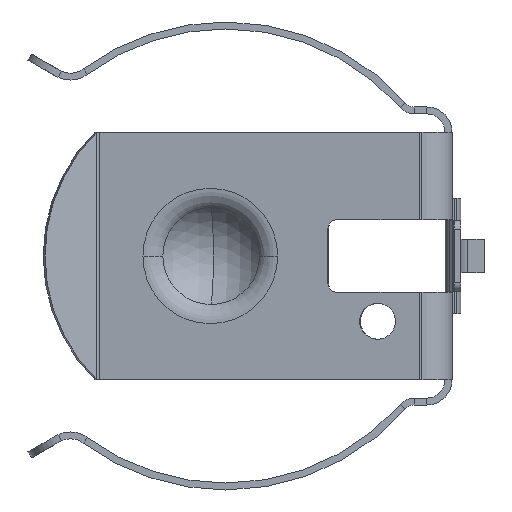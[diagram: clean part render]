
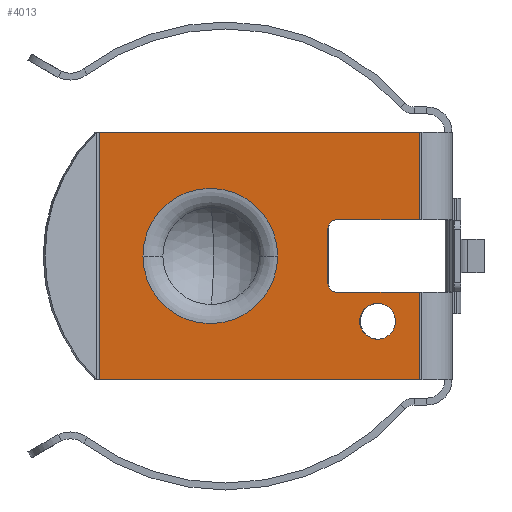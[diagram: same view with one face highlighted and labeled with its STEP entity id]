
A CAD part, left-side view. The second image highlights one B-rep face of the part: STEP entity #4013.
In plain terms, the highlighted planar face has unit normal (-0.996, 0.087, 0).
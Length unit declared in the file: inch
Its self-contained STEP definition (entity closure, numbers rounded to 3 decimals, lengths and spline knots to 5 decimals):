
#53 = LINE ( 'NONE', #666, #2961 ) ;
#104 = ORIENTED_EDGE ( 'NONE', *, *, #3654, .T. ) ;
#105 = VECTOR ( 'NONE', #1387, 39.37008 ) ;
#166 = CARTESIAN_POINT ( 'NONE',  ( -0.12428, 0.19971, 0.063 ) ) ;
#211 = LINE ( 'NONE', #4040, #2098 ) ;
#253 = EDGE_CURVE ( 'NONE', #489, #782, #53, .T. ) ;
#267 = CARTESIAN_POINT ( 'NONE',  ( -0.1368, 0.05653, 0.214 ) ) ;
#297 = FACE_OUTER_BOUND ( 'NONE', #1984, .T. ) ;
#319 = AXIS2_PLACEMENT_3D ( 'NONE', #2345, #3844, #3118 ) ;
#395 = CIRCLE ( 'NONE', #3136, 0.031 ) ;
#422 = VERTEX_POINT ( 'NONE', #3339 ) ;
#446 = CARTESIAN_POINT ( 'NONE',  ( -0.09495, 0.53496, 0. ) ) ;
#475 = PLANE ( 'NONE',  #319 ) ;
#489 = VERTEX_POINT ( 'NONE', #3765 ) ;
#558 = VERTEX_POINT ( 'NONE', #3804 ) ;
#574 = CARTESIAN_POINT ( 'NONE',  ( -0.12297, 0.21466, -0.048 ) ) ;
#591 = AXIS2_PLACEMENT_3D ( 'NONE', #3882, #1626, #4241 ) ;
#666 = CARTESIAN_POINT ( 'NONE',  ( -0.1368, 0.05653, -0.214 ) ) ;
#700 = CARTESIAN_POINT ( 'NONE',  ( -0.10515, 0.41835, 0. ) ) ;
#711 = CARTESIAN_POINT ( 'NONE',  ( -0.12297, 0.21466, 0.048 ) ) ;
#747 = VECTOR ( 'NONE', #1463, 39.37008 ) ;
#753 = ORIENTED_EDGE ( 'NONE', *, *, #1878, .T. ) ;
#782 = VERTEX_POINT ( 'NONE', #3205 ) ;
#853 = LINE ( 'NONE', #1089, #747 ) ;
#862 = ORIENTED_EDGE ( 'NONE', *, *, #3681, .T. ) ;
#891 = ORIENTED_EDGE ( 'NONE', *, *, #4703, .T. ) ;
#911 = EDGE_CURVE ( 'NONE', #422, #4130, #395, .T. ) ;
#961 = CARTESIAN_POINT ( 'NONE',  ( -0.08831, 0.61076, -0.214 ) ) ;
#970 = DIRECTION ( 'NONE',  ( 0.996, -0.087, 0. ) ) ;
#1073 = DIRECTION ( 'NONE',  ( 0.087, 0.996, 0. ) ) ;
#1089 = CARTESIAN_POINT ( 'NONE',  ( -0.12297, 0.21466, 0.063 ) ) ;
#1136 = ORIENTED_EDGE ( 'NONE', *, *, #4832, .T. ) ;
#1197 = CIRCLE ( 'NONE', #1508, 0.015 ) ;
#1198 = CARTESIAN_POINT ( 'NONE',  ( -0.12428, 0.19971, -0.063 ) ) ;
#1288 = ORIENTED_EDGE ( 'NONE', *, *, #911, .T. ) ;
#1316 = EDGE_CURVE ( 'NONE', #3434, #4239, #4246, .T. ) ;
#1319 = LINE ( 'NONE', #1789, #2871 ) ;
#1373 = DIRECTION ( 'NONE',  ( 0., 0., 1. ) ) ;
#1387 = DIRECTION ( 'NONE',  ( 0., 0., -1. ) ) ;
#1396 = DIRECTION ( 'NONE',  ( 0., 0., -1. ) ) ;
#1398 = DIRECTION ( 'NONE',  ( 0., 0., -1. ) ) ;
#1402 = FACE_BOUND ( 'NONE', #4611, .T. ) ;
#1463 = DIRECTION ( 'NONE',  ( -0.087, -0.996, 0. ) ) ;
#1465 = CARTESIAN_POINT ( 'NONE',  ( -0.14061, 0.01305, -0.214 ) ) ;
#1508 = AXIS2_PLACEMENT_3D ( 'NONE', #4021, #1762, #4375 ) ;
#1544 = DIRECTION ( 'NONE',  ( 0.996, -0.087, 0. ) ) ;
#1626 = DIRECTION ( 'NONE',  ( 0.996, -0.087, 0. ) ) ;
#1734 = ORIENTED_EDGE ( 'NONE', *, *, #3346, .T. ) ;
#1762 = DIRECTION ( 'NONE',  ( 0.996, -0.087, 0. ) ) ;
#1778 = CARTESIAN_POINT ( 'NONE',  ( -0.13047, 0.12886, -0.113 ) ) ;
#1789 = CARTESIAN_POINT ( 'NONE',  ( -0.12297, 0.21466, 0.063 ) ) ;
#1814 = DIRECTION ( 'NONE',  ( 0.087, 0.996, 0. ) ) ;
#1872 = LINE ( 'NONE', #4745, #105 ) ;
#1878 = EDGE_CURVE ( 'NONE', #489, #2088, #3794, .T. ) ;
#1984 = EDGE_LOOP ( 'NONE', ( #753, #2503, #3040, #862, #1734, #4514, #104, #2131, #891, #3425 ) ) ;
#2088 = VERTEX_POINT ( 'NONE', #1198 ) ;
#2098 = VECTOR ( 'NONE', #1398, 39.37008 ) ;
#2131 = ORIENTED_EDGE ( 'NONE', *, *, #4289, .T. ) ;
#2138 = EDGE_LOOP ( 'NONE', ( #4525, #3512 ) ) ;
#2155 = CIRCLE ( 'NONE', #591, 0.11706 ) ;
#2158 = DIRECTION ( 'NONE',  ( 0.087, 0.996, 0. ) ) ;
#2185 = CARTESIAN_POINT ( 'NONE',  ( -0.12297, 0.21466, -0.063 ) ) ;
#2210 = VECTOR ( 'NONE', #4361, 39.37008 ) ;
#2285 = FACE_BOUND ( 'NONE', #2138, .T. ) ;
#2320 = LINE ( 'NONE', #4001, #2210 ) ;
#2345 = CARTESIAN_POINT ( 'NONE',  ( -0.14061, 0.01305, 0.214 ) ) ;
#2466 = VERTEX_POINT ( 'NONE', #4802 ) ;
#2503 = ORIENTED_EDGE ( 'NONE', *, *, #3620, .T. ) ;
#2802 = VECTOR ( 'NONE', #1814, 39.37008 ) ;
#2871 = VECTOR ( 'NONE', #1373, 39.37008 ) ;
#2961 = VECTOR ( 'NONE', #1396, 39.37008 ) ;
#3012 = LINE ( 'NONE', #1465, #3993 ) ;
#3040 = ORIENTED_EDGE ( 'NONE', *, *, #3779, .T. ) ;
#3116 = VERTEX_POINT ( 'NONE', #166 ) ;
#3118 = DIRECTION ( 'NONE',  ( 0.087, 0.996, 0. ) ) ;
#3136 = AXIS2_PLACEMENT_3D ( 'NONE', #1778, #4394, #2158 ) ;
#3205 = CARTESIAN_POINT ( 'NONE',  ( -0.1368, 0.05653, -0.214 ) ) ;
#3235 = CARTESIAN_POINT ( 'NONE',  ( -0.12428, 0.19971, -0.048 ) ) ;
#3245 = CARTESIAN_POINT ( 'NONE',  ( -0.11535, 0.30174, 0. ) ) ;
#3248 = EDGE_CURVE ( 'NONE', #3691, #558, #211, .T. ) ;
#3320 = VERTEX_POINT ( 'NONE', #711 ) ;
#3336 = DIRECTION ( 'NONE',  ( 0.996, -0.087, 0. ) ) ;
#3339 = CARTESIAN_POINT ( 'NONE',  ( -0.12777, 0.15974, -0.113 ) ) ;
#3346 = EDGE_CURVE ( 'NONE', #3116, #558, #853, .T. ) ;
#3425 = ORIENTED_EDGE ( 'NONE', *, *, #253, .F. ) ;
#3434 = VERTEX_POINT ( 'NONE', #446 ) ;
#3446 = CIRCLE ( 'NONE', #4859, 0.015 ) ;
#3499 = EDGE_CURVE ( 'NONE', #4239, #3434, #2155, .T. ) ;
#3512 = ORIENTED_EDGE ( 'NONE', *, *, #3499, .T. ) ;
#3606 = DIRECTION ( 'NONE',  ( 0.087, 0.996, 0. ) ) ;
#3620 = EDGE_CURVE ( 'NONE', #2088, #4183, #3446, .T. ) ;
#3654 = EDGE_CURVE ( 'NONE', #3691, #2466, #2320, .T. ) ;
#3681 = EDGE_CURVE ( 'NONE', #3320, #3116, #1197, .T. ) ;
#3691 = VERTEX_POINT ( 'NONE', #267 ) ;
#3699 = AXIS2_PLACEMENT_3D ( 'NONE', #700, #3336, #1073 ) ;
#3765 = CARTESIAN_POINT ( 'NONE',  ( -0.1368, 0.05653, -0.063 ) ) ;
#3779 = EDGE_CURVE ( 'NONE', #4183, #3320, #1319, .T. ) ;
#3794 = LINE ( 'NONE', #2185, #2802 ) ;
#3803 = CARTESIAN_POINT ( 'NONE',  ( -0.13047, 0.12886, -0.113 ) ) ;
#3804 = CARTESIAN_POINT ( 'NONE',  ( -0.1368, 0.05653, 0.063 ) ) ;
#3844 = DIRECTION ( 'NONE',  ( 0.996, -0.087, 0. ) ) ;
#3882 = CARTESIAN_POINT ( 'NONE',  ( -0.10515, 0.41835, 0. ) ) ;
#3993 = VECTOR ( 'NONE', #4104, 39.37008 ) ;
#4001 = CARTESIAN_POINT ( 'NONE',  ( -0.14061, 0.01305, 0.214 ) ) ;
#4013 = ADVANCED_FACE ( 'NONE', ( #297, #1402, #2285 ), #475, .F. ) ;
#4021 = CARTESIAN_POINT ( 'NONE',  ( -0.12428, 0.19971, 0.048 ) ) ;
#4040 = CARTESIAN_POINT ( 'NONE',  ( -0.1368, 0.05653, -0.214 ) ) ;
#4104 = DIRECTION ( 'NONE',  ( -0.087, -0.996, 0. ) ) ;
#4130 = VERTEX_POINT ( 'NONE', #4646 ) ;
#4168 = DIRECTION ( 'NONE',  ( 0.087, 0.996, 0. ) ) ;
#4183 = VERTEX_POINT ( 'NONE', #574 ) ;
#4222 = VERTEX_POINT ( 'NONE', #961 ) ;
#4239 = VERTEX_POINT ( 'NONE', #3245 ) ;
#4241 = DIRECTION ( 'NONE',  ( 0.087, 0.996, 0. ) ) ;
#4246 = CIRCLE ( 'NONE', #3699, 0.11706 ) ;
#4289 = EDGE_CURVE ( 'NONE', #2466, #4222, #1872, .T. ) ;
#4361 = DIRECTION ( 'NONE',  ( 0.087, 0.996, 0. ) ) ;
#4375 = DIRECTION ( 'NONE',  ( 0.087, 0.996, 0. ) ) ;
#4385 = CIRCLE ( 'NONE', #4398, 0.031 ) ;
#4394 = DIRECTION ( 'NONE',  ( 0.996, -0.087, 0. ) ) ;
#4398 = AXIS2_PLACEMENT_3D ( 'NONE', #3803, #1544, #4168 ) ;
#4514 = ORIENTED_EDGE ( 'NONE', *, *, #3248, .F. ) ;
#4525 = ORIENTED_EDGE ( 'NONE', *, *, #1316, .T. ) ;
#4611 = EDGE_LOOP ( 'NONE', ( #1288, #1136 ) ) ;
#4646 = CARTESIAN_POINT ( 'NONE',  ( -0.13318, 0.09798, -0.113 ) ) ;
#4703 = EDGE_CURVE ( 'NONE', #4222, #782, #3012, .T. ) ;
#4745 = CARTESIAN_POINT ( 'NONE',  ( -0.08831, 0.61076, 0.214 ) ) ;
#4802 = CARTESIAN_POINT ( 'NONE',  ( -0.08831, 0.61076, 0.214 ) ) ;
#4832 = EDGE_CURVE ( 'NONE', #4130, #422, #4385, .T. ) ;
#4859 = AXIS2_PLACEMENT_3D ( 'NONE', #3235, #970, #3606 ) ;
